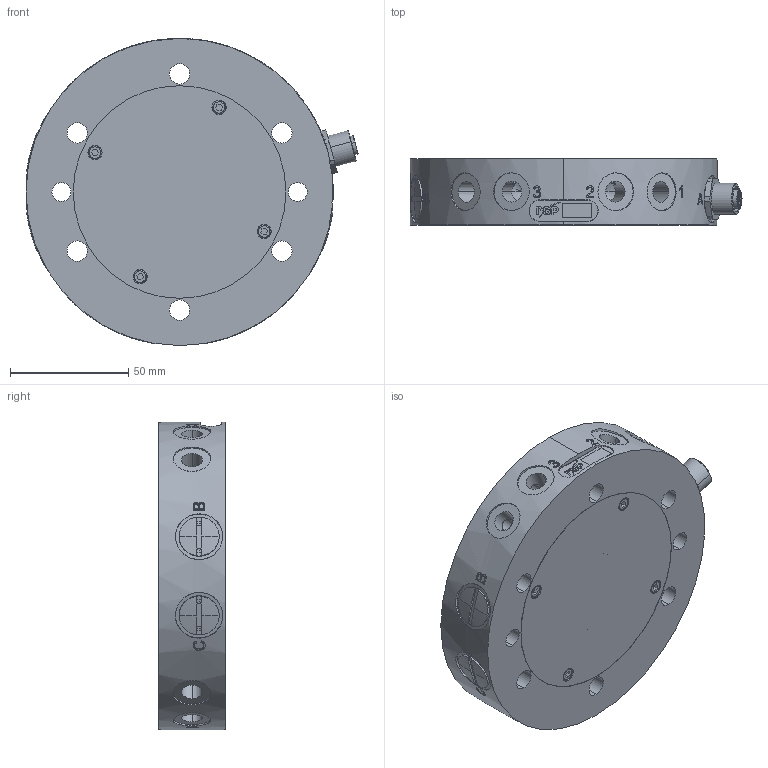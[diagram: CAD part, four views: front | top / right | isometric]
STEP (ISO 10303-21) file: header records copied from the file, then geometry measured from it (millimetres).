
FILE_DESCRIPTION (( 'STEP AP203' ), '1' );
FILE_NAME ('P1904.STEP', '2019-02-12T15:34:46', ( '' ), ( '' ), 'SwSTEP 2.0', 'SolidWorks 2017', '' );
FILE_SCHEMA (( 'CONFIG_CONTROL_DESIGN' ));
Length unit declared in the file: millimetre
Products named in the file (1): P1904
Bounding box: 140.49 x 28 x 130 mm (x, y, z)
Volume: 257049 mm3; surface area: 89897.8 mm2
Topology: 17 solids, 17 shells, 1850 faces, 4620 edges, 3029 vertices
Faces by surface type: plane 787, cylinder 581, bspline 356, cone 83, torus 31, sphere 12
Entity records: 74541 total; most frequent: CARTESIAN_POINT 31633, ORIENTED_EDGE 9176, DIRECTION 8050, EDGE_CURVE 4588, VERTEX_POINT 3021, AXIS2_PLACEMENT_3D 2787, LINE 2476, VECTOR 2476
